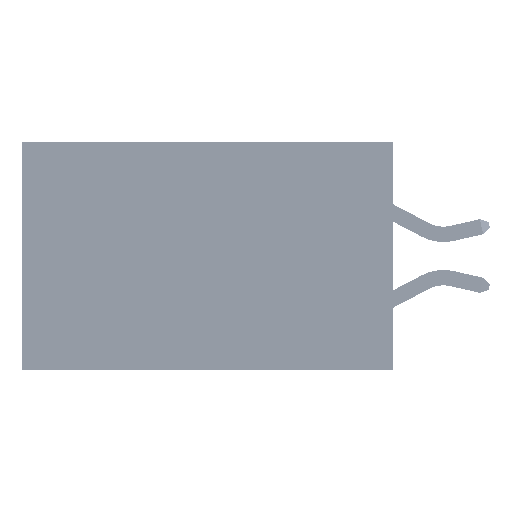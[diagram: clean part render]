
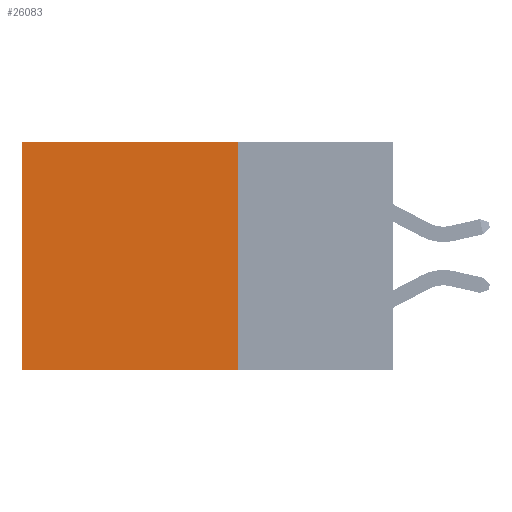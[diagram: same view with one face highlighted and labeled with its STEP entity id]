
A CAD part, left-side view. The second image highlights one B-rep face of the part: STEP entity #26083.
In plain terms, the highlighted planar face has unit normal (-1, 0, 0).
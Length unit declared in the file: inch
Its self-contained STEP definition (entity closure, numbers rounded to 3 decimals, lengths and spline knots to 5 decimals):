
#1365 = ORIENTED_EDGE ( 'NONE', *, *, #35543, .F. ) ;
#2716 = VERTEX_POINT ( 'NONE', #20685 ) ;
#3342 = ORIENTED_EDGE ( 'NONE', *, *, #38868, .T. ) ;
#3663 = VERTEX_POINT ( 'NONE', #19141 ) ;
#5103 = VECTOR ( 'NONE', #48660, 39.37008 ) ;
#6309 = VERTEX_POINT ( 'NONE', #40162 ) ;
#7151 = VECTOR ( 'NONE', #40669, 39.37008 ) ;
#7503 = PLANE ( 'NONE',  #30106 ) ;
#7859 = EDGE_CURVE ( 'NONE', #6309, #3663, #39972, .T. ) ;
#8371 = LINE ( 'NONE', #36940, #7151 ) ;
#11328 = DIRECTION ( 'NONE',  ( 1., 0., 0. ) ) ;
#13229 = ORIENTED_EDGE ( 'NONE', *, *, #7859, .F. ) ;
#16247 = DIRECTION ( 'NONE',  ( 0., 0., -1. ) ) ;
#17357 = FACE_OUTER_BOUND ( 'NONE', #20765, .T. ) ;
#17368 = CARTESIAN_POINT ( 'NONE',  ( 0.2875, 0.6, -0.37 ) ) ;
#18654 = ORIENTED_EDGE ( 'NONE', *, *, #23590, .T. ) ;
#18864 = CARTESIAN_POINT ( 'NONE',  ( 0.2875, 0.25, -0.37 ) ) ;
#19141 = CARTESIAN_POINT ( 'NONE',  ( 0.2875, 0.25, -0.37 ) ) ;
#20685 = CARTESIAN_POINT ( 'NONE',  ( 0.2875, 0.6, 0. ) ) ;
#20765 = EDGE_LOOP ( 'NONE', ( #18654, #1365, #13229, #3342 ) ) ;
#22228 = DIRECTION ( 'NONE',  ( 0., 0., -1. ) ) ;
#22542 = CARTESIAN_POINT ( 'NONE',  ( 0.2875, 0.25, 0. ) ) ;
#23590 = EDGE_CURVE ( 'NONE', #2716, #32635, #39166, .T. ) ;
#23826 = CARTESIAN_POINT ( 'NONE',  ( 0.2875, 0.25, 0. ) ) ;
#26083 = ADVANCED_FACE ( 'NONE', ( #17357 ), #7503, .F. ) ;
#29320 = VECTOR ( 'NONE', #22228, 39.37008 ) ;
#30106 = AXIS2_PLACEMENT_3D ( 'NONE', #22542, #11328, #37482 ) ;
#32635 = VERTEX_POINT ( 'NONE', #17368 ) ;
#35543 = EDGE_CURVE ( 'NONE', #3663, #32635, #43782, .T. ) ;
#36940 = CARTESIAN_POINT ( 'NONE',  ( 0.2875, 0.25, 0. ) ) ;
#37002 = CARTESIAN_POINT ( 'NONE',  ( 0.2875, 0.6, 0. ) ) ;
#37482 = DIRECTION ( 'NONE',  ( 0., 0., -1. ) ) ;
#38868 = EDGE_CURVE ( 'NONE', #6309, #2716, #8371, .T. ) ;
#39166 = LINE ( 'NONE', #37002, #29320 ) ;
#39972 = LINE ( 'NONE', #23826, #46393 ) ;
#40162 = CARTESIAN_POINT ( 'NONE',  ( 0.2875, 0.25, 0. ) ) ;
#40669 = DIRECTION ( 'NONE',  ( 0., 1., 0. ) ) ;
#43782 = LINE ( 'NONE', #18864, #5103 ) ;
#46393 = VECTOR ( 'NONE', #16247, 39.37008 ) ;
#48660 = DIRECTION ( 'NONE',  ( 0., 1., 0. ) ) ;
